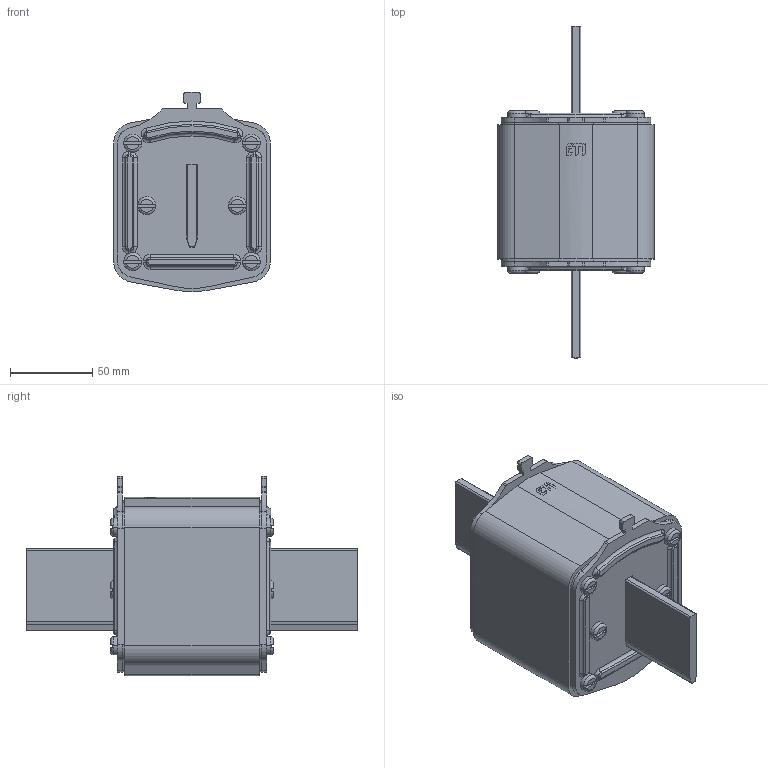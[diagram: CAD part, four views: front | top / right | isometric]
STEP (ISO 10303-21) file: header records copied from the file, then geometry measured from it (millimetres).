
FILE_DESCRIPTION((''),'2;1');
FILE_NAME('NV4A','2018-01-25T',('matic.bajda'),('Audax d.o.o.'),'CREO PARAMETRIC BY PTC INC, 2016260','CREO PARAMETRIC BY PTC INC, 2016260','');
FILE_SCHEMA(('AUTOMOTIVE_DESIGN { 1 0 10303 214 1 1 1 1 }'));
Length unit declared in the file: millimetre
Products named in the file (1): NV4A
Bounding box: 95 x 201.5 x 120.95 mm (x, y, z)
Volume: 892096.3 mm3; surface area: 91029.8 mm2
Topology: 1 solids, 43 shells, 839 faces, 1996 edges, 1252 vertices
Faces by surface type: cylinder 315, plane 275, torus 124, cone 76, extrusion 33, bspline 16
Entity records: 26736 total; most frequent: CARTESIAN_POINT 6723, DIRECTION 4401, ORIENTED_EDGE 3928, EDGE_CURVE 1980, AXIS2_PLACEMENT_3D 1775, VERTEX_POINT 1252, CIRCLE 984, EDGE_LOOP 904
